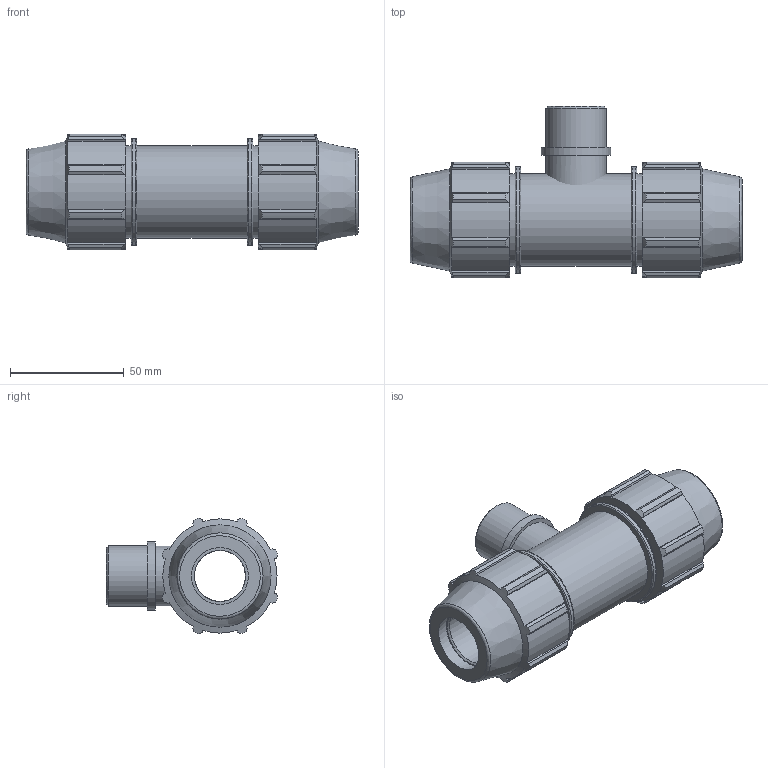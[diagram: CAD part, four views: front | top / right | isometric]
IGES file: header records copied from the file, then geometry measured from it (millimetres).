
Global section: file name: 078400025007_188400025007_0784060250070A.ipt; native system: Autodesk Inventor 2015; preprocessor: unknown; author: Кирилл,,11,0; organization: 20170224.180708; date: 20170606.172416; units: millimetre
Bounding box: 146 x 75.41 x 50.81 mm (x, y, z)
Volume: 171417.3 mm3; surface area: 45307.1 mm2
Topology: 2 solids, 2 shells, 158 faces, 443 edges, 300 vertices
Faces by surface type: plane 81, cylinder 40, cone 21, revolution 16
Full cylindrical faces by diameter (mm): 26.441 x2, 30.407 x1, 40.5 x3, 46.98 x2
